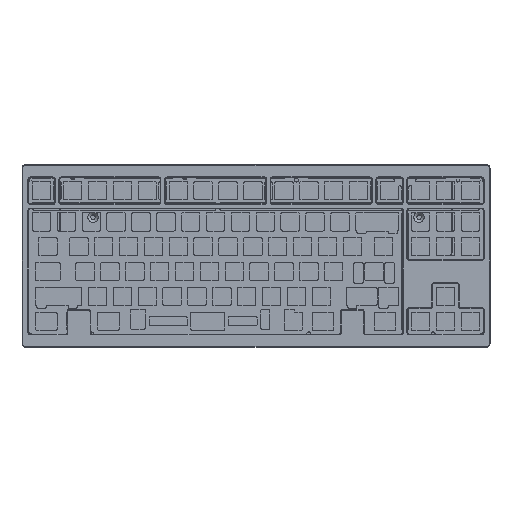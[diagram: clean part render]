
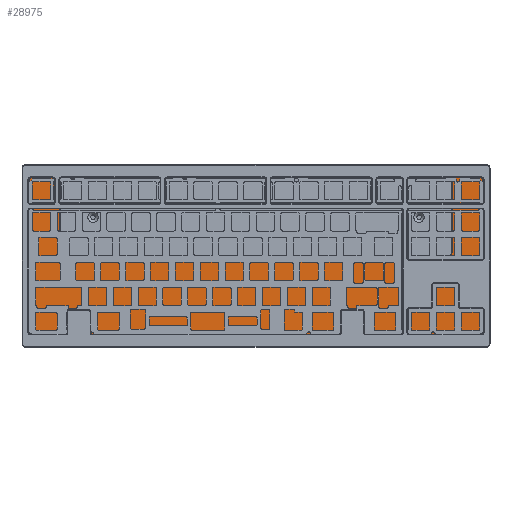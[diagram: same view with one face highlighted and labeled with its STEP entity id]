
A CAD part, top view. The second image highlights one B-rep face of the part: STEP entity #28975.
In plain terms, the highlighted planar face has unit normal (0, 0, 1).
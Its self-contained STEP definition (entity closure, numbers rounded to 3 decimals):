
#514=PLANE('',#30605);
#1298=FACE_OUTER_BOUND('',#2875,.T.);
#2875=EDGE_LOOP('',(#19405,#19406,#19407,#19408,#19409,#19410,#19411,#19412,
#19413,#19414,#19415,#19416,#19417,#19418,#19419,#19420));
#4729=LINE('',#42592,#7678);
#4730=LINE('',#42596,#7679);
#4731=LINE('',#42600,#7680);
#4732=LINE('',#42604,#7681);
#4733=LINE('',#42608,#7682);
#4734=LINE('',#42612,#7683);
#4735=LINE('',#42616,#7684);
#4736=LINE('',#42619,#7685);
#7678=VECTOR('',#33624,10.);
#7679=VECTOR('',#33627,10.);
#7680=VECTOR('',#33630,10.);
#7681=VECTOR('',#33633,10.);
#7682=VECTOR('',#33636,10.);
#7683=VECTOR('',#33639,10.);
#7684=VECTOR('',#33642,10.);
#7685=VECTOR('',#33645,10.);
#10625=CIRCLE('',#30603,1.5);
#10627=CIRCLE('',#30606,1.5);
#10628=CIRCLE('',#30607,3.25);
#10629=CIRCLE('',#30608,3.25);
#10630=CIRCLE('',#30609,3.25);
#10631=CIRCLE('',#30610,3.25);
#10632=CIRCLE('',#30611,1.5);
#10633=CIRCLE('',#30612,1.5);
#12054=VERTEX_POINT('',#42582);
#12055=VERTEX_POINT('',#42583);
#12058=VERTEX_POINT('',#42591);
#12059=VERTEX_POINT('',#42593);
#12060=VERTEX_POINT('',#42595);
#12061=VERTEX_POINT('',#42597);
#12062=VERTEX_POINT('',#42599);
#12063=VERTEX_POINT('',#42601);
#12064=VERTEX_POINT('',#42603);
#12065=VERTEX_POINT('',#42605);
#12066=VERTEX_POINT('',#42607);
#12067=VERTEX_POINT('',#42609);
#12068=VERTEX_POINT('',#42611);
#12069=VERTEX_POINT('',#42613);
#12070=VERTEX_POINT('',#42615);
#12071=VERTEX_POINT('',#42617);
#14957=EDGE_CURVE('',#12054,#12055,#10625,.T.);
#14961=EDGE_CURVE('',#12055,#12058,#4729,.T.);
#14962=EDGE_CURVE('',#12058,#12059,#10627,.T.);
#14963=EDGE_CURVE('',#12059,#12060,#4730,.T.);
#14964=EDGE_CURVE('',#12061,#12060,#10628,.T.);
#14965=EDGE_CURVE('',#12062,#12061,#4731,.T.);
#14966=EDGE_CURVE('',#12063,#12062,#10629,.T.);
#14967=EDGE_CURVE('',#12064,#12063,#4732,.T.);
#14968=EDGE_CURVE('',#12065,#12064,#10630,.T.);
#14969=EDGE_CURVE('',#12066,#12065,#4733,.T.);
#14970=EDGE_CURVE('',#12067,#12066,#10631,.T.);
#14971=EDGE_CURVE('',#12067,#12068,#4734,.T.);
#14972=EDGE_CURVE('',#12068,#12069,#10632,.T.);
#14973=EDGE_CURVE('',#12069,#12070,#4735,.T.);
#14974=EDGE_CURVE('',#12070,#12071,#10633,.T.);
#14975=EDGE_CURVE('',#12071,#12054,#4736,.T.);
#19405=ORIENTED_EDGE('',*,*,#14957,.T.);
#19406=ORIENTED_EDGE('',*,*,#14961,.T.);
#19407=ORIENTED_EDGE('',*,*,#14962,.T.);
#19408=ORIENTED_EDGE('',*,*,#14963,.T.);
#19409=ORIENTED_EDGE('',*,*,#14964,.F.);
#19410=ORIENTED_EDGE('',*,*,#14965,.F.);
#19411=ORIENTED_EDGE('',*,*,#14966,.F.);
#19412=ORIENTED_EDGE('',*,*,#14967,.F.);
#19413=ORIENTED_EDGE('',*,*,#14968,.F.);
#19414=ORIENTED_EDGE('',*,*,#14969,.F.);
#19415=ORIENTED_EDGE('',*,*,#14970,.F.);
#19416=ORIENTED_EDGE('',*,*,#14971,.T.);
#19417=ORIENTED_EDGE('',*,*,#14972,.T.);
#19418=ORIENTED_EDGE('',*,*,#14973,.T.);
#19419=ORIENTED_EDGE('',*,*,#14974,.T.);
#19420=ORIENTED_EDGE('',*,*,#14975,.T.);
#28975=ADVANCED_FACE('',(#1298),#514,.F.);
#30603=AXIS2_PLACEMENT_3D('',#42584,#33616,#33617);
#30605=AXIS2_PLACEMENT_3D('',#42590,#33622,#33623);
#30606=AXIS2_PLACEMENT_3D('',#42594,#33625,#33626);
#30607=AXIS2_PLACEMENT_3D('',#42598,#33628,#33629);
#30608=AXIS2_PLACEMENT_3D('',#42602,#33631,#33632);
#30609=AXIS2_PLACEMENT_3D('',#42606,#33634,#33635);
#30610=AXIS2_PLACEMENT_3D('',#42610,#33637,#33638);
#30611=AXIS2_PLACEMENT_3D('',#42614,#33640,#33641);
#30612=AXIS2_PLACEMENT_3D('',#42618,#33643,#33644);
#33616=DIRECTION('center_axis',(0.,0.,1.));
#33617=DIRECTION('ref_axis',(0.707,-0.707,0.));
#33622=DIRECTION('center_axis',(0.,0.,-1.));
#33623=DIRECTION('ref_axis',(-1.,0.,0.));
#33624=DIRECTION('',(0.,1.,0.));
#33625=DIRECTION('center_axis',(0.,0.,1.));
#33626=DIRECTION('ref_axis',(0.707,0.707,0.));
#33627=DIRECTION('',(-1.,0.,0.));
#33628=DIRECTION('center_axis',(0.,0.,1.));
#33629=DIRECTION('ref_axis',(0.707,0.707,0.));
#33630=DIRECTION('',(0.,1.,0.));
#33631=DIRECTION('center_axis',(0.,0.,1.));
#33632=DIRECTION('ref_axis',(0.707,-0.707,0.));
#33633=DIRECTION('',(1.,0.,0.));
#33634=DIRECTION('center_axis',(0.,0.,1.));
#33635=DIRECTION('ref_axis',(-0.707,-0.707,0.));
#33636=DIRECTION('',(0.,-1.,0.));
#33637=DIRECTION('center_axis',(0.,0.,1.));
#33638=DIRECTION('ref_axis',(-0.707,0.707,0.));
#33639=DIRECTION('',(-1.,0.,0.));
#33640=DIRECTION('center_axis',(0.,0.,1.));
#33641=DIRECTION('ref_axis',(-0.707,0.707,0.));
#33642=DIRECTION('',(0.,-1.,0.));
#33643=DIRECTION('center_axis',(0.,0.,1.));
#33644=DIRECTION('ref_axis',(-0.707,-0.707,0.));
#33645=DIRECTION('',(1.,0.,0.));
#42582=CARTESIAN_POINT('',(171.832,-60.032,1.175));
#42583=CARTESIAN_POINT('',(173.332,-58.532,1.175));
#42584=CARTESIAN_POINT('Origin',(171.832,-58.532,1.175));
#42590=CARTESIAN_POINT('Origin',(0.,0.,1.175));
#42591=CARTESIAN_POINT('',(173.332,58.532,1.175));
#42592=CARTESIAN_POINT('',(173.332,31.016,1.175));
#42593=CARTESIAN_POINT('',(171.832,60.032,1.175));
#42594=CARTESIAN_POINT('Origin',(171.832,58.532,1.175));
#42595=CARTESIAN_POINT('',(148.25,60.032,1.175));
#42596=CARTESIAN_POINT('',(-87.166,60.032,1.175));
#42597=CARTESIAN_POINT('',(150.25,57.032,1.175));
#42598=CARTESIAN_POINT('Origin',(147.,57.032,1.175));
#42599=CARTESIAN_POINT('',(150.25,2.516,1.175));
#42600=CARTESIAN_POINT('',(150.25,26.016,1.175));
#42601=CARTESIAN_POINT('',(147.,-0.734,1.175));
#42602=CARTESIAN_POINT('Origin',(147.,2.516,1.175));
#42603=CARTESIAN_POINT('',(-147.,-0.734,1.175));
#42604=CARTESIAN_POINT('',(-50.,-0.734,1.175));
#42605=CARTESIAN_POINT('',(-150.25,2.516,1.175));
#42606=CARTESIAN_POINT('Origin',(-147.,2.516,1.175));
#42607=CARTESIAN_POINT('',(-150.25,57.032,1.175));
#42608=CARTESIAN_POINT('',(-150.25,-3.984,1.175));
#42609=CARTESIAN_POINT('',(-148.25,60.032,1.175));
#42610=CARTESIAN_POINT('Origin',(-147.,57.032,1.175));
#42611=CARTESIAN_POINT('',(-171.832,60.032,1.175));
#42612=CARTESIAN_POINT('',(-87.166,60.032,1.175));
#42613=CARTESIAN_POINT('',(-173.332,58.532,1.175));
#42614=CARTESIAN_POINT('Origin',(-171.832,58.532,1.175));
#42615=CARTESIAN_POINT('',(-173.332,-58.532,1.175));
#42616=CARTESIAN_POINT('',(-173.332,-31.016,1.175));
#42617=CARTESIAN_POINT('',(-171.832,-60.032,1.175));
#42618=CARTESIAN_POINT('Origin',(-171.832,-58.532,1.175));
#42619=CARTESIAN_POINT('',(87.166,-60.032,1.175));
